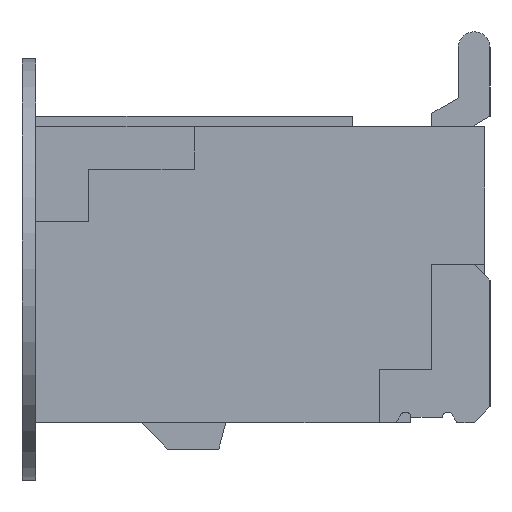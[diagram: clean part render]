
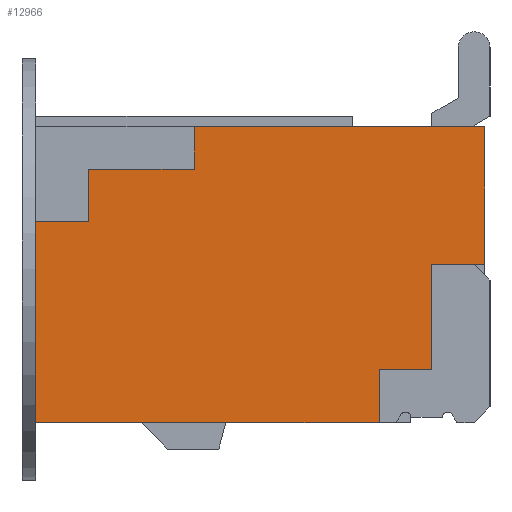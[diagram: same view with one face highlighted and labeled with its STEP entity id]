
A CAD part, left-side view. The second image highlights one B-rep face of the part: STEP entity #12966.
In plain terms, the highlighted planar face has unit normal (-1, 0, 0).
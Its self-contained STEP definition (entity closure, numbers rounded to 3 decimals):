
#883=LINE('',#19588,#2564);
#890=LINE('',#19603,#2571);
#901=LINE('',#19627,#2582);
#906=LINE('',#19638,#2587);
#913=LINE('',#19653,#2594);
#984=LINE('',#19808,#2665);
#1308=LINE('',#20459,#2989);
#1533=LINE('',#20810,#3214);
#1552=LINE('',#20845,#3233);
#1553=LINE('',#20846,#3234);
#1554=LINE('',#20847,#3235);
#1555=LINE('',#20848,#3236);
#2564=VECTOR('',#16066,1000.);
#2571=VECTOR('',#16075,1000.);
#2582=VECTOR('',#16090,1000.);
#2587=VECTOR('',#16097,1000.);
#2594=VECTOR('',#16106,1000.);
#2665=VECTOR('',#16203,1000.);
#2989=VECTOR('',#16571,1000.);
#3214=VECTOR('',#16918,1000.);
#3233=VECTOR('',#16939,1000.);
#3234=VECTOR('',#16940,1000.);
#3235=VECTOR('',#16941,1000.);
#3236=VECTOR('',#16942,1000.);
#3767=PLANE('',#13862);
#6956=ORIENTED_EDGE('',*,*,#9234,.F.);
#6957=ORIENTED_EDGE('',*,*,#8827,.F.);
#6958=ORIENTED_EDGE('',*,*,#9478,.F.);
#6959=ORIENTED_EDGE('',*,*,#8832,.F.);
#6960=ORIENTED_EDGE('',*,*,#9479,.F.);
#6961=ORIENTED_EDGE('',*,*,#9459,.F.);
#6962=ORIENTED_EDGE('',*,*,#8839,.T.);
#6963=ORIENTED_EDGE('',*,*,#9480,.F.);
#6964=ORIENTED_EDGE('',*,*,#8816,.F.);
#6965=ORIENTED_EDGE('',*,*,#9481,.F.);
#6966=ORIENTED_EDGE('',*,*,#8809,.F.);
#6967=ORIENTED_EDGE('',*,*,#8910,.T.);
#8809=EDGE_CURVE('',#10354,#10355,#883,.T.);
#8816=EDGE_CURVE('',#10361,#10362,#890,.T.);
#8827=EDGE_CURVE('',#10372,#10373,#901,.T.);
#8832=EDGE_CURVE('',#10377,#10378,#906,.T.);
#8839=EDGE_CURVE('',#10385,#10384,#913,.T.);
#8910=EDGE_CURVE('',#10354,#10455,#984,.T.);
#9234=EDGE_CURVE('',#10373,#10455,#1308,.T.);
#9459=EDGE_CURVE('',#10385,#10826,#1533,.T.);
#9478=EDGE_CURVE('',#10378,#10372,#1552,.T.);
#9479=EDGE_CURVE('',#10826,#10377,#1553,.T.);
#9480=EDGE_CURVE('',#10362,#10384,#1554,.T.);
#9481=EDGE_CURVE('',#10355,#10361,#1555,.T.);
#10354=VERTEX_POINT('',#19587);
#10355=VERTEX_POINT('',#19589);
#10361=VERTEX_POINT('',#19602);
#10362=VERTEX_POINT('',#19604);
#10372=VERTEX_POINT('',#19626);
#10373=VERTEX_POINT('',#19628);
#10377=VERTEX_POINT('',#19637);
#10378=VERTEX_POINT('',#19639);
#10384=VERTEX_POINT('',#19652);
#10385=VERTEX_POINT('',#19654);
#10455=VERTEX_POINT('',#19807);
#10826=VERTEX_POINT('',#20811);
#11587=EDGE_LOOP('',(#6956,#6957,#6958,#6959,#6960,#6961,#6962,#6963,#6964,
#6965,#6966,#6967));
#12224=FACE_BOUND('',#11587,.T.);
#12966=ADVANCED_FACE('',(#12224),#3767,.F.);
#13862=AXIS2_PLACEMENT_3D('',#20844,#16937,#16938);
#16066=DIRECTION('',(0.,1.,0.));
#16075=DIRECTION('',(0.,1.,0.));
#16090=DIRECTION('',(0.,0.,1.));
#16097=DIRECTION('',(0.,0.,1.));
#16106=DIRECTION('',(0.,-1.,0.));
#16203=DIRECTION('',(0.,0.,1.));
#16571=DIRECTION('',(0.,-1.,0.));
#16918=DIRECTION('',(0.,0.,1.));
#16937=DIRECTION('',(1.,0.,0.));
#16938=DIRECTION('',(0.,0.,-1.));
#16939=DIRECTION('',(0.,-1.,0.));
#16940=DIRECTION('',(0.,-1.,0.));
#16941=DIRECTION('',(0.,0.,-1.));
#16942=DIRECTION('',(0.,0.,-1.));
#19587=CARTESIAN_POINT('',(-4.5,0.,0.05));
#19588=CARTESIAN_POINT('',(-4.5,0.,0.05));
#19589=CARTESIAN_POINT('',(-4.5,0.5,0.05));
#19602=CARTESIAN_POINT('',(-4.5,0.5,-0.95));
#19603=CARTESIAN_POINT('',(-4.5,0.5,-0.95));
#19604=CARTESIAN_POINT('',(-4.5,1.,-0.95));
#19626=CARTESIAN_POINT('',(-4.5,2.75,0.95));
#19627=CARTESIAN_POINT('',(-4.5,2.75,0.95));
#19628=CARTESIAN_POINT('',(-4.5,2.75,1.35));
#19637=CARTESIAN_POINT('',(-4.5,3.75,0.45));
#19638=CARTESIAN_POINT('',(-4.5,3.75,0.45));
#19639=CARTESIAN_POINT('',(-4.5,3.75,0.95));
#19652=CARTESIAN_POINT('',(-4.5,1.,-1.45));
#19653=CARTESIAN_POINT('',(-4.5,4.25,-1.45));
#19654=CARTESIAN_POINT('',(-4.5,4.25,-1.45));
#19807=CARTESIAN_POINT('',(-4.5,0.,1.35));
#19808=CARTESIAN_POINT('',(-4.5,0.,-1.45));
#20459=CARTESIAN_POINT('',(-4.5,4.25,1.35));
#20810=CARTESIAN_POINT('',(-4.5,4.25,-1.45));
#20811=CARTESIAN_POINT('',(-4.5,4.25,0.45));
#20844=CARTESIAN_POINT('',(-4.5,4.25,-1.45));
#20845=CARTESIAN_POINT('',(-4.5,3.75,0.95));
#20846=CARTESIAN_POINT('',(-4.5,4.25,0.45));
#20847=CARTESIAN_POINT('',(-4.5,1.,-0.95));
#20848=CARTESIAN_POINT('',(-4.5,0.5,0.05));
